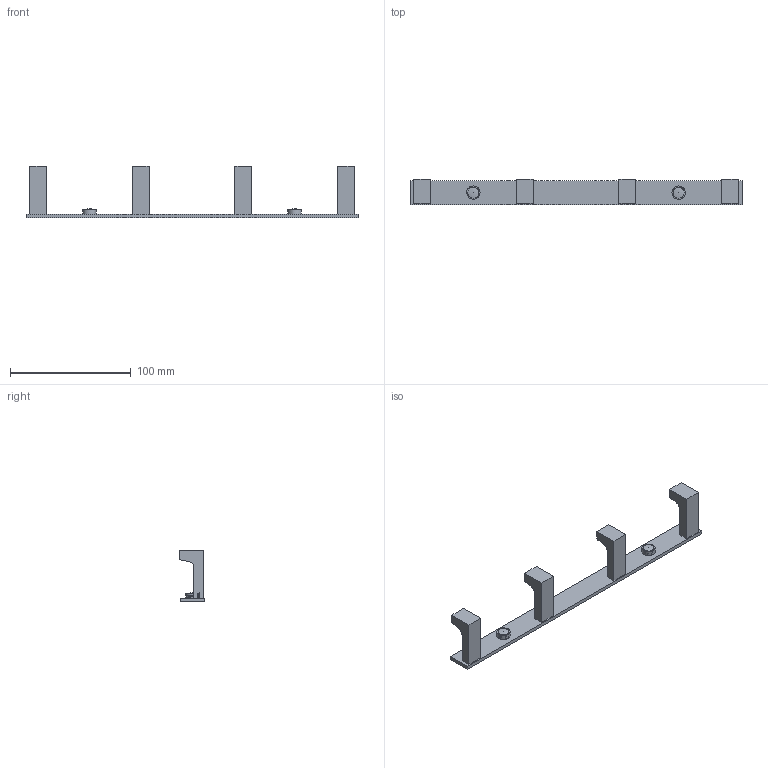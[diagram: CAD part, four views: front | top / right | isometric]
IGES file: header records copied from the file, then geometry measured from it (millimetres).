
Global section: file name: 4fd2a698-1dc2-483b-9b1f-b02bb73be9d8; native system: unknown; preprocessor: unknown; author: unknown; organization: unknown; date: 20200109.072530; units: millimetre
Bounding box: 275 x 21 x 43 mm (x, y, z)
Volume: 40652.1 mm3; surface area: 26906.9 mm2
Topology: 17 solids, 17 shells, 328 faces, 894 edges, 604 vertices
Faces by surface type: bspline 328
